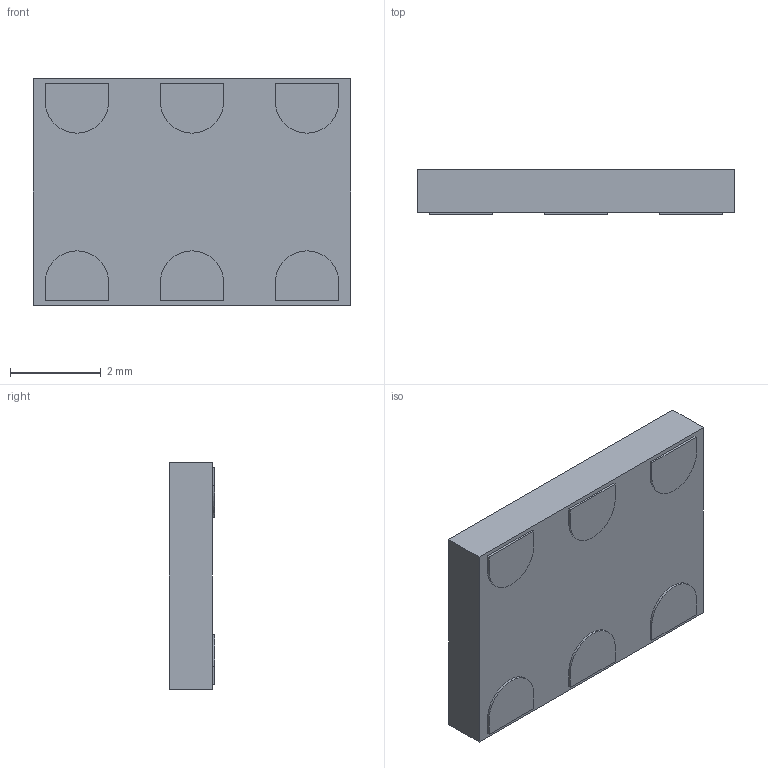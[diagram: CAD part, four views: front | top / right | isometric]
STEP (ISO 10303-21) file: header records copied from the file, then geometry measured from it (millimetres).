
FILE_DESCRIPTION (( 'STEP AP214' ), '1' );
FILE_NAME ( 'OSCN6P254_700X500X100L110X140N.step', '2020-06-09T22:47:01', ( '' ), ( '' ), 'Part was generated with the free Library Expert Lite available at www.PCBLibraries.com. Removing line will violate the End User License Agreement.', '©2017 PCB Libraries, Inc.', '' );
FILE_SCHEMA (( 'AUTOMOTIVE_DESIGN' ));
Length unit declared in the file: millimetre
Products named in the file (1): OSCN6P254_700X500X100L110X140N
Bounding box: 7 x 1 x 5 mm (x, y, z)
Volume: 33.6 mm3; surface area: 110.2 mm2
Topology: 7 solids, 7 shells, 51 faces, 108 edges, 72 vertices
Faces by surface type: plane 37, cylinder 12, torus 2
Entity records: 1619 total; most frequent: DIRECTION 242, CARTESIAN_POINT 232, ORIENTED_EDGE 216, EDGE_CURVE 108, AXIS2_PLACEMENT_3D 82, VECTOR 78, LINE 78, VERTEX_POINT 72
